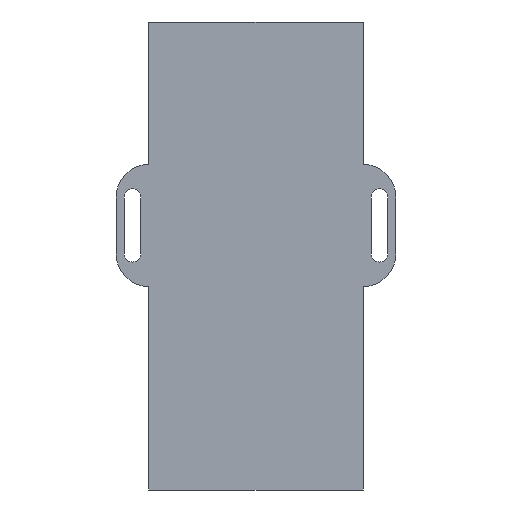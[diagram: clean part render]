
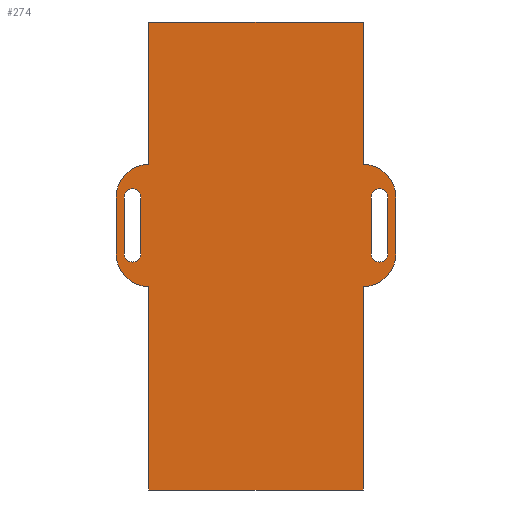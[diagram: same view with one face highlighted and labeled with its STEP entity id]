
A CAD part, front view. The second image highlights one B-rep face of the part: STEP entity #274.
In plain terms, the highlighted planar face has unit normal (0, -1, 0).
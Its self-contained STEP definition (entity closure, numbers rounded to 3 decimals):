
#33 = VERTEX_POINT('',#34);
#34 = CARTESIAN_POINT('',(-34.35,-17.5,72.));
#40 = EDGE_CURVE('',#41,#33,#43,.T.);
#41 = VERTEX_POINT('',#42);
#42 = CARTESIAN_POINT('',(-26.35,-17.5,80.));
#43 = CIRCLE('',#44,8.);
#44 = AXIS2_PLACEMENT_3D('',#45,#46,#47);
#45 = CARTESIAN_POINT('',(-26.35,-17.5,72.));
#46 = DIRECTION('',(0.,-1.,0.));
#47 = DIRECTION('',(1.,0.,0.));
#132 = VERTEX_POINT('',#133);
#133 = CARTESIAN_POINT('',(-34.35,-17.5,58.));
#139 = EDGE_CURVE('',#132,#33,#140,.T.);
#140 = LINE('',#141,#142);
#141 = CARTESIAN_POINT('',(-34.35,-17.5,58.));
#142 = VECTOR('',#143,1.);
#143 = DIRECTION('',(0.,0.,1.));
#157 = VERTEX_POINT('',#158);
#158 = CARTESIAN_POINT('',(-26.35,-17.5,50.));
#164 = EDGE_CURVE('',#132,#157,#165,.T.);
#165 = CIRCLE('',#166,8.);
#166 = AXIS2_PLACEMENT_3D('',#167,#168,#169);
#167 = CARTESIAN_POINT('',(-26.35,-17.5,58.));
#168 = DIRECTION('',(0.,-1.,0.));
#169 = DIRECTION('',(1.,0.,0.));
#182 = VERTEX_POINT('',#183);
#183 = CARTESIAN_POINT('',(-32.35,-17.5,72.));
#189 = EDGE_CURVE('',#190,#182,#192,.T.);
#190 = VERTEX_POINT('',#191);
#191 = CARTESIAN_POINT('',(-28.35,-17.5,72.));
#192 = CIRCLE('',#193,2.);
#193 = AXIS2_PLACEMENT_3D('',#194,#195,#196);
#194 = CARTESIAN_POINT('',(-30.35,-17.5,72.));
#195 = DIRECTION('',(0.,-1.,0.));
#196 = DIRECTION('',(1.,0.,0.));
#213 = EDGE_CURVE('',#182,#214,#216,.T.);
#214 = VERTEX_POINT('',#215);
#215 = CARTESIAN_POINT('',(-32.35,-17.5,58.));
#216 = LINE('',#217,#218);
#217 = CARTESIAN_POINT('',(-32.35,-17.5,72.));
#218 = VECTOR('',#219,1.);
#219 = DIRECTION('',(0.,0.,-1.));
#238 = VERTEX_POINT('',#239);
#239 = CARTESIAN_POINT('',(-28.35,-17.5,58.));
#245 = EDGE_CURVE('',#214,#238,#246,.T.);
#246 = CIRCLE('',#247,2.);
#247 = AXIS2_PLACEMENT_3D('',#248,#249,#250);
#248 = CARTESIAN_POINT('',(-30.35,-17.5,58.));
#249 = DIRECTION('',(0.,-1.,0.));
#250 = DIRECTION('',(1.,0.,0.));
#262 = EDGE_CURVE('',#190,#238,#263,.T.);
#263 = LINE('',#264,#265);
#264 = CARTESIAN_POINT('',(-28.35,-17.5,72.));
#265 = VECTOR('',#266,1.);
#266 = DIRECTION('',(0.,0.,-1.));
#274 = ADVANCED_FACE('',(#275,#352,#388),#394,.T.);
#275 = FACE_BOUND('',#276,.T.);
#276 = EDGE_LOOP('',(#277,#278,#279,#280,#288,#296,#304,#313,#321,#330,
    #338,#346));
#277 = ORIENTED_EDGE('',*,*,#40,.T.);
#278 = ORIENTED_EDGE('',*,*,#139,.F.);
#279 = ORIENTED_EDGE('',*,*,#164,.T.);
#280 = ORIENTED_EDGE('',*,*,#281,.F.);
#281 = EDGE_CURVE('',#282,#157,#284,.T.);
#282 = VERTEX_POINT('',#283);
#283 = CARTESIAN_POINT('',(-26.35,-17.5,0.));
#284 = LINE('',#285,#286);
#285 = CARTESIAN_POINT('',(-26.35,-17.5,0.));
#286 = VECTOR('',#287,1.);
#287 = DIRECTION('',(0.,0.,1.));
#288 = ORIENTED_EDGE('',*,*,#289,.T.);
#289 = EDGE_CURVE('',#282,#290,#292,.T.);
#290 = VERTEX_POINT('',#291);
#291 = CARTESIAN_POINT('',(26.35,-17.5,0.));
#292 = LINE('',#293,#294);
#293 = CARTESIAN_POINT('',(-26.35,-17.5,0.));
#294 = VECTOR('',#295,1.);
#295 = DIRECTION('',(1.,0.,0.));
#296 = ORIENTED_EDGE('',*,*,#297,.T.);
#297 = EDGE_CURVE('',#290,#298,#300,.T.);
#298 = VERTEX_POINT('',#299);
#299 = CARTESIAN_POINT('',(26.35,-17.5,50.));
#300 = LINE('',#301,#302);
#301 = CARTESIAN_POINT('',(26.35,-17.5,0.));
#302 = VECTOR('',#303,1.);
#303 = DIRECTION('',(0.,0.,1.));
#304 = ORIENTED_EDGE('',*,*,#305,.T.);
#305 = EDGE_CURVE('',#298,#306,#308,.T.);
#306 = VERTEX_POINT('',#307);
#307 = CARTESIAN_POINT('',(34.35,-17.5,58.));
#308 = CIRCLE('',#309,8.);
#309 = AXIS2_PLACEMENT_3D('',#310,#311,#312);
#310 = CARTESIAN_POINT('',(26.35,-17.5,58.));
#311 = DIRECTION('',(0.,-1.,0.));
#312 = DIRECTION('',(1.,0.,0.));
#313 = ORIENTED_EDGE('',*,*,#314,.F.);
#314 = EDGE_CURVE('',#315,#306,#317,.T.);
#315 = VERTEX_POINT('',#316);
#316 = CARTESIAN_POINT('',(34.35,-17.5,72.));
#317 = LINE('',#318,#319);
#318 = CARTESIAN_POINT('',(34.35,-17.5,72.));
#319 = VECTOR('',#320,1.);
#320 = DIRECTION('',(0.,0.,-1.));
#321 = ORIENTED_EDGE('',*,*,#322,.T.);
#322 = EDGE_CURVE('',#315,#323,#325,.T.);
#323 = VERTEX_POINT('',#324);
#324 = CARTESIAN_POINT('',(26.35,-17.5,80.));
#325 = CIRCLE('',#326,8.);
#326 = AXIS2_PLACEMENT_3D('',#327,#328,#329);
#327 = CARTESIAN_POINT('',(26.35,-17.5,72.));
#328 = DIRECTION('',(0.,-1.,0.));
#329 = DIRECTION('',(1.,0.,0.));
#330 = ORIENTED_EDGE('',*,*,#331,.T.);
#331 = EDGE_CURVE('',#323,#332,#334,.T.);
#332 = VERTEX_POINT('',#333);
#333 = CARTESIAN_POINT('',(26.35,-17.5,115.));
#334 = LINE('',#335,#336);
#335 = CARTESIAN_POINT('',(26.35,-17.5,0.));
#336 = VECTOR('',#337,1.);
#337 = DIRECTION('',(0.,0.,1.));
#338 = ORIENTED_EDGE('',*,*,#339,.F.);
#339 = EDGE_CURVE('',#340,#332,#342,.T.);
#340 = VERTEX_POINT('',#341);
#341 = CARTESIAN_POINT('',(-26.35,-17.5,115.));
#342 = LINE('',#343,#344);
#343 = CARTESIAN_POINT('',(-26.35,-17.5,115.));
#344 = VECTOR('',#345,1.);
#345 = DIRECTION('',(1.,0.,0.));
#346 = ORIENTED_EDGE('',*,*,#347,.F.);
#347 = EDGE_CURVE('',#41,#340,#348,.T.);
#348 = LINE('',#349,#350);
#349 = CARTESIAN_POINT('',(-26.35,-17.5,90.));
#350 = VECTOR('',#351,1.);
#351 = DIRECTION('',(0.,0.,1.));
#352 = FACE_BOUND('',#353,.T.);
#353 = EDGE_LOOP('',(#354,#365,#373,#382));
#354 = ORIENTED_EDGE('',*,*,#355,.F.);
#355 = EDGE_CURVE('',#356,#358,#360,.T.);
#356 = VERTEX_POINT('',#357);
#357 = CARTESIAN_POINT('',(32.35,-17.5,72.));
#358 = VERTEX_POINT('',#359);
#359 = CARTESIAN_POINT('',(28.35,-17.5,72.));
#360 = CIRCLE('',#361,2.);
#361 = AXIS2_PLACEMENT_3D('',#362,#363,#364);
#362 = CARTESIAN_POINT('',(30.35,-17.5,72.));
#363 = DIRECTION('',(0.,-1.,0.));
#364 = DIRECTION('',(1.,0.,0.));
#365 = ORIENTED_EDGE('',*,*,#366,.T.);
#366 = EDGE_CURVE('',#356,#367,#369,.T.);
#367 = VERTEX_POINT('',#368);
#368 = CARTESIAN_POINT('',(32.35,-17.5,58.));
#369 = LINE('',#370,#371);
#370 = CARTESIAN_POINT('',(32.35,-17.5,72.));
#371 = VECTOR('',#372,1.);
#372 = DIRECTION('',(0.,0.,-1.));
#373 = ORIENTED_EDGE('',*,*,#374,.F.);
#374 = EDGE_CURVE('',#375,#367,#377,.T.);
#375 = VERTEX_POINT('',#376);
#376 = CARTESIAN_POINT('',(28.35,-17.5,58.));
#377 = CIRCLE('',#378,2.);
#378 = AXIS2_PLACEMENT_3D('',#379,#380,#381);
#379 = CARTESIAN_POINT('',(30.35,-17.5,58.));
#380 = DIRECTION('',(0.,-1.,0.));
#381 = DIRECTION('',(1.,0.,0.));
#382 = ORIENTED_EDGE('',*,*,#383,.F.);
#383 = EDGE_CURVE('',#358,#375,#384,.T.);
#384 = LINE('',#385,#386);
#385 = CARTESIAN_POINT('',(28.35,-17.5,72.));
#386 = VECTOR('',#387,1.);
#387 = DIRECTION('',(0.,0.,-1.));
#388 = FACE_BOUND('',#389,.T.);
#389 = EDGE_LOOP('',(#390,#391,#392,#393));
#390 = ORIENTED_EDGE('',*,*,#189,.F.);
#391 = ORIENTED_EDGE('',*,*,#262,.T.);
#392 = ORIENTED_EDGE('',*,*,#245,.F.);
#393 = ORIENTED_EDGE('',*,*,#213,.F.);
#394 = PLANE('',#395);
#395 = AXIS2_PLACEMENT_3D('',#396,#397,#398);
#396 = CARTESIAN_POINT('',(0.,-17.5,57.876));
#397 = DIRECTION('',(-0.,-1.,-0.));
#398 = DIRECTION('',(0.,0.,-1.));
